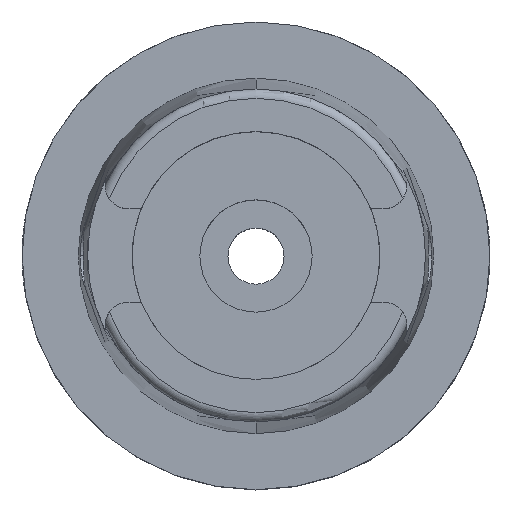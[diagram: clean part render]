
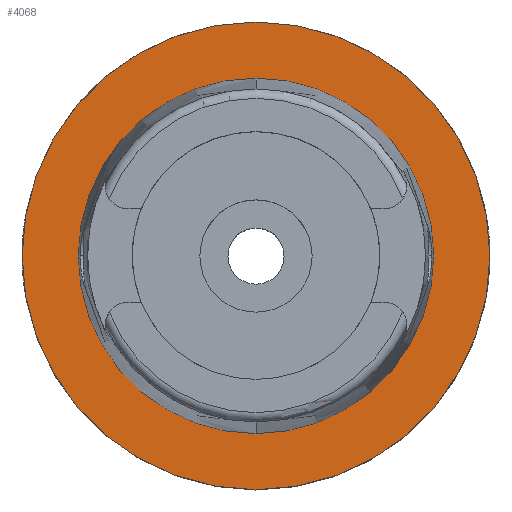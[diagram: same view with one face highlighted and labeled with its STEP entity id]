
A CAD part, top view. The second image highlights one B-rep face of the part: STEP entity #4068.
In plain terms, the highlighted planar face has unit normal (0, 0, 1).
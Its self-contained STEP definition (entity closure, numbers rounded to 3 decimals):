
#2017=CARTESIAN_POINT('',(0.,0.,0.));
#2018=DIRECTION('',(0.,0.,-1.));
#2019=DIRECTION('',(0.,-1.,0.));
#2020=AXIS2_PLACEMENT_3D('',#2017,#2018,#2019);
#2025=CARTESIAN_POINT('',(0.,0.,0.));
#2026=DIRECTION('',(0.,0.,-1.));
#2027=DIRECTION('',(0.,1.,0.));
#2028=AXIS2_PLACEMENT_3D('',#2025,#2026,#2027);
#2033=CARTESIAN_POINT('',(0.,0.,0.));
#2034=DIRECTION('',(0.,0.,1.));
#2035=DIRECTION('',(0.,-1.,0.));
#2036=AXIS2_PLACEMENT_3D('',#2033,#2034,#2035);
#2041=CARTESIAN_POINT('',(0.,0.,0.));
#2042=DIRECTION('',(0.,0.,1.));
#2043=DIRECTION('',(0.,1.,0.));
#2044=AXIS2_PLACEMENT_3D('',#2041,#2042,#2043);
#2341=CARTESIAN_POINT('',(0.,-38.,0.));
#2342=VERTEX_POINT('',#2341);
#2343=CARTESIAN_POINT('',(0.,38.,0.));
#2344=VERTEX_POINT('',#2343);
#2590=CARTESIAN_POINT('',(0.,50.,0.));
#2591=VERTEX_POINT('',#2590);
#2592=CARTESIAN_POINT('',(0.,-50.,0.));
#2593=VERTEX_POINT('',#2592);
#4055=CARTESIAN_POINT('',(0.,0.,0.));
#4056=DIRECTION('',(0.,0.,1.));
#4057=DIRECTION('',(0.,1.,0.));
#4058=AXIS2_PLACEMENT_3D('',#4055,#4056,#4057);
#4059=PLANE('',#4058);
#4060=ORIENTED_EDGE('',*,*,#3820,.T.);
#4061=ORIENTED_EDGE('',*,*,#3929,.T.);
#4062=EDGE_LOOP('',(#4060,#4061));
#4063=FACE_OUTER_BOUND('',#4062,.F.);
#4064=ORIENTED_EDGE('',*,*,#2828,.T.);
#4065=ORIENTED_EDGE('',*,*,#2799,.T.);
#4066=EDGE_LOOP('',(#4064,#4065));
#4067=FACE_BOUND('',#4066,.F.);
#2021=CIRCLE('',#2020,50.);
#2029=CIRCLE('',#2028,50.);
#2037=CIRCLE('',#2036,38.);
#2045=CIRCLE('',#2044,38.);
#2799=EDGE_CURVE('',#2344,#2342,#2045,.T.);
#2828=EDGE_CURVE('',#2342,#2344,#2037,.T.);
#3820=EDGE_CURVE('',#2593,#2591,#2021,.T.);
#3929=EDGE_CURVE('',#2591,#2593,#2029,.T.);
#4068=ADVANCED_FACE('',(#4063,#4067),#4059,.T.);
